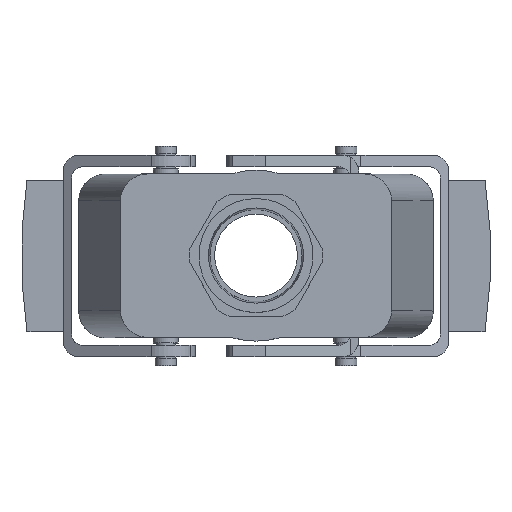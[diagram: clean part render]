
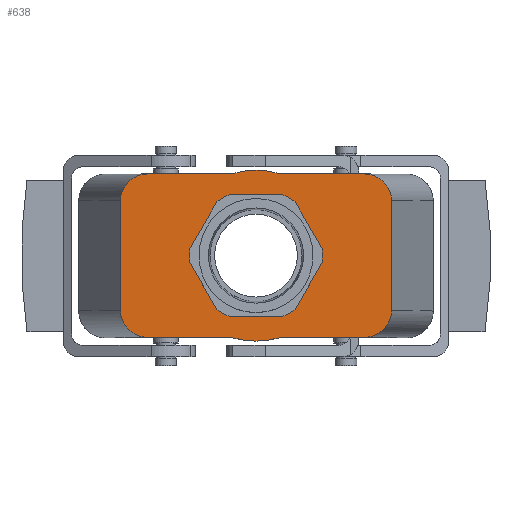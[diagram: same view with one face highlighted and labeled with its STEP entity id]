
A CAD part, top view. The second image highlights one B-rep face of the part: STEP entity #638.
In plain terms, the highlighted planar face has unit normal (0, 0, 1).
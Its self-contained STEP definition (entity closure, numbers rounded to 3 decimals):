
#638 = ADVANCED_FACE( '', ( #1371, #1372 ), #1373, .T. );
#1371 = FACE_BOUND( '', #2182, .T. );
#1372 = FACE_OUTER_BOUND( '', #2183, .T. );
#1373 = PLANE( '', #2184 );
#2182 = EDGE_LOOP( '', ( #4017 ) );
#2183 = EDGE_LOOP( '', ( #4018, #4019, #4020, #4021, #4022, #4023, #4024, #4025, #4026, #4027, #4028, #4029 ) );
#2184 = AXIS2_PLACEMENT_3D( '', #4030, #4031, #4032 );
#4017 = ORIENTED_EDGE( '', *, *, #5159, .F. );
#4018 = ORIENTED_EDGE( '', *, *, #5366, .T. );
#4019 = ORIENTED_EDGE( '', *, *, #5367, .T. );
#4020 = ORIENTED_EDGE( '', *, *, #5101, .T. );
#4021 = ORIENTED_EDGE( '', *, *, #5368, .T. );
#4022 = ORIENTED_EDGE( '', *, *, #5253, .F. );
#4023 = ORIENTED_EDGE( '', *, *, #5238, .F. );
#4024 = ORIENTED_EDGE( '', *, *, #4988, .F. );
#4025 = ORIENTED_EDGE( '', *, *, #5329, .T. );
#4026 = ORIENTED_EDGE( '', *, *, #5356, .T. );
#4027 = ORIENTED_EDGE( '', *, *, #5364, .F. );
#4028 = ORIENTED_EDGE( '', *, *, #4714, .F. );
#4029 = ORIENTED_EDGE( '', *, *, #5009, .F. );
#4030 = CARTESIAN_POINT( '', ( -35.664, 0., 61. ) );
#4031 = DIRECTION( '', ( 0., 0., 1. ) );
#4032 = DIRECTION( '', ( 1., 0., 0. ) );
#4714 = EDGE_CURVE( '', #5595, #5598, #5599, .T. );
#4988 = EDGE_CURVE( '', #6058, #6054, #6060, .T. );
#5009 = EDGE_CURVE( '', #6090, #5595, #6092, .T. );
#5101 = EDGE_CURVE( '', #6219, #6224, #6226, .T. );
#5159 = EDGE_CURVE( '', #6308, #6308, #6309, .T. );
#5238 = EDGE_CURVE( '', #6054, #6414, #6415, .T. );
#5253 = EDGE_CURVE( '', #6414, #6433, #6436, .T. );
#5329 = EDGE_CURVE( '', #6058, #6536, #6538, .T. );
#5356 = EDGE_CURVE( '', #6536, #6568, #6570, .T. );
#5364 = EDGE_CURVE( '', #5598, #6568, #6579, .T. );
#5366 = EDGE_CURVE( '', #6090, #6581, #6582, .T. );
#5367 = EDGE_CURVE( '', #6581, #6219, #6583, .T. );
#5368 = EDGE_CURVE( '', #6224, #6433, #6584, .T. );
#5595 = VERTEX_POINT( '', #6916 );
#5598 = VERTEX_POINT( '', #6920 );
#5599 = LINE( '', #6921, #6922 );
#6054 = VERTEX_POINT( '', #7602 );
#6058 = VERTEX_POINT( '', #7608 );
#6060 = LINE( '', #7611, #7612 );
#6090 = VERTEX_POINT( '', #7653 );
#6092 = ELLIPSE( '', #7656, 7.247, 7. );
#6219 = VERTEX_POINT( '', #7879 );
#6224 = VERTEX_POINT( '', #7886 );
#6226 = LINE( '', #7889, #7890 );
#6308 = VERTEX_POINT( '', #8003 );
#6309 = CIRCLE( '', #8004, 15.5 );
#6414 = VERTEX_POINT( '', #8170 );
#6415 = ELLIPSE( '', #8171, 7.247, 7. );
#6433 = VERTEX_POINT( '', #8198 );
#6436 = LINE( '', #8203, #8204 );
#6536 = VERTEX_POINT( '', #8336 );
#6538 = ELLIPSE( '', #8339, 7.247, 7. );
#6568 = VERTEX_POINT( '', #8381 );
#6570 = LINE( '', #8384, #8385 );
#6579 = CIRCLE( '', #8395, 22.5 );
#6581 = VERTEX_POINT( '', #8397 );
#6582 = LINE( '', #8398, #8399 );
#6583 = ELLIPSE( '', #8400, 7.247, 7. );
#6584 = CIRCLE( '', #8401, 22.5 );
#6916 = CARTESIAN_POINT( '', ( -28.417, 21.5, 61. ) );
#6920 = CARTESIAN_POINT( '', ( -6.633, 21.5, 61. ) );
#6921 = CARTESIAN_POINT( '', ( -35.664, 21.5, 61. ) );
#6922 = VECTOR( '', #8601, 1000. );
#7602 = CARTESIAN_POINT( '', ( 35.664, -14.5, 61. ) );
#7608 = CARTESIAN_POINT( '', ( 35.664, 14.5, 61. ) );
#7611 = CARTESIAN_POINT( '', ( 35.664, 0., 61. ) );
#7612 = VECTOR( '', #8905, 1000. );
#7653 = CARTESIAN_POINT( '', ( -35.664, 14.5, 61. ) );
#7656 = AXIS2_PLACEMENT_3D( '', #8927, #8928, #8929 );
#7879 = CARTESIAN_POINT( '', ( -28.417, -21.5, 61. ) );
#7886 = CARTESIAN_POINT( '', ( -6.633, -21.5, 61. ) );
#7889 = CARTESIAN_POINT( '', ( -35.664, -21.5, 61. ) );
#7890 = VECTOR( '', #9019, 1000. );
#8003 = CARTESIAN_POINT( '', ( 15.5, 0., 61. ) );
#8004 = AXIS2_PLACEMENT_3D( '', #9076, #9077, #9078 );
#8170 = CARTESIAN_POINT( '', ( 28.417, -21.5, 61. ) );
#8171 = AXIS2_PLACEMENT_3D( '', #9162, #9163, #9164 );
#8198 = CARTESIAN_POINT( '', ( 6.633, -21.5, 61. ) );
#8203 = CARTESIAN_POINT( '', ( 35.664, -21.5, 61. ) );
#8204 = VECTOR( '', #9176, 1000. );
#8336 = CARTESIAN_POINT( '', ( 28.417, 21.5, 61. ) );
#8339 = AXIS2_PLACEMENT_3D( '', #9267, #9268, #9269 );
#8381 = CARTESIAN_POINT( '', ( 6.633, 21.5, 61. ) );
#8384 = CARTESIAN_POINT( '', ( 35.664, 21.5, 61. ) );
#8385 = VECTOR( '', #9289, 1000. );
#8395 = AXIS2_PLACEMENT_3D( '', #9294, #9295, #9296 );
#8397 = CARTESIAN_POINT( '', ( -35.664, -14.5, 61. ) );
#8398 = CARTESIAN_POINT( '', ( -35.664, 0., 61. ) );
#8399 = VECTOR( '', #9297, 1000. );
#8400 = AXIS2_PLACEMENT_3D( '', #9298, #9299, #9300 );
#8401 = AXIS2_PLACEMENT_3D( '', #9301, #9302, #9303 );
#8601 = DIRECTION( '', ( 1., 0., 0. ) );
#8905 = DIRECTION( '', ( 0., -1., 0. ) );
#8927 = CARTESIAN_POINT( '', ( -28.417, 14.5, 61. ) );
#8928 = DIRECTION( '', ( 0., 0., -1. ) );
#8929 = DIRECTION( '', ( -1., 0., 0. ) );
#9019 = DIRECTION( '', ( 1., 0., 0. ) );
#9076 = CARTESIAN_POINT( '', ( 0., 0., 61. ) );
#9077 = DIRECTION( '', ( 0., 0., 1. ) );
#9078 = DIRECTION( '', ( 1., 0., 0. ) );
#9162 = CARTESIAN_POINT( '', ( 28.417, -14.5, 61. ) );
#9163 = DIRECTION( '', ( 0., 0., -1. ) );
#9164 = DIRECTION( '', ( 1., 0., 0. ) );
#9176 = DIRECTION( '', ( -1., 0., 0. ) );
#9267 = CARTESIAN_POINT( '', ( 28.417, 14.5, 61. ) );
#9268 = DIRECTION( '', ( 0., 0., 1. ) );
#9269 = DIRECTION( '', ( 1., 0., 0. ) );
#9289 = DIRECTION( '', ( -1., 0., 0. ) );
#9294 = CARTESIAN_POINT( '', ( 0., 0., 61. ) );
#9295 = DIRECTION( '', ( 0., 0., -1. ) );
#9296 = DIRECTION( '', ( 1., 0., 0. ) );
#9297 = DIRECTION( '', ( 0., -1., 0. ) );
#9298 = CARTESIAN_POINT( '', ( -28.417, -14.5, 61. ) );
#9299 = DIRECTION( '', ( 0., 0., 1. ) );
#9300 = DIRECTION( '', ( -1., 0., 0. ) );
#9301 = CARTESIAN_POINT( '', ( 0., 0., 61. ) );
#9302 = DIRECTION( '', ( 0., 0., 1. ) );
#9303 = DIRECTION( '', ( 1., 0., 0. ) );
